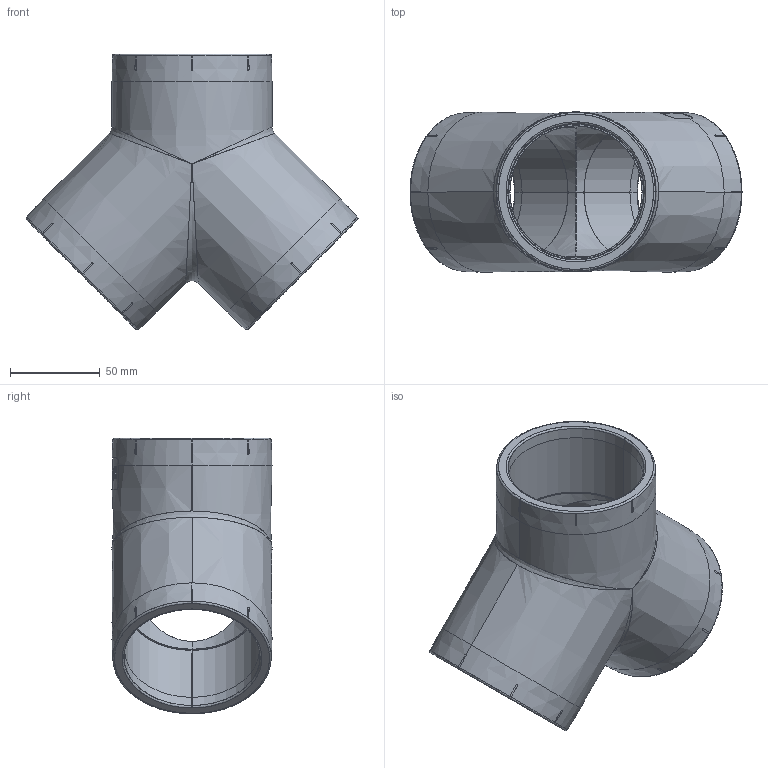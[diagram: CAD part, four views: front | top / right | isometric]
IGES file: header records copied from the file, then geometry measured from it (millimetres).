
Start section: SolidWorks IGES file using analytic representation for surfaces
Global section: file name: 01 05 1345 075.IGS; native system: SolidWorks 2014; preprocessor: SolidWorks 2014; author: utilizadort; date: 141111.093349; units: millimetre
Bounding box: 184.62 x 89 x 153.31 mm (x, y, z)
Surface area: 101173.2 mm2 (no closed solid volume)
Topology: 0 solids, 0 shells, 413 faces, 5542 edges, 5536 vertices
Faces by surface type: bspline 301, revolution 112
